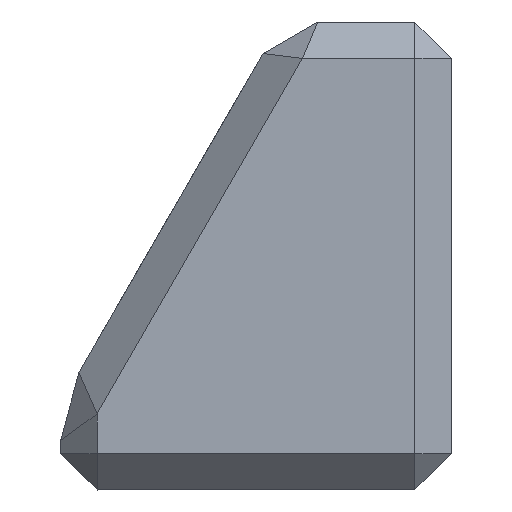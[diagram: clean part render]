
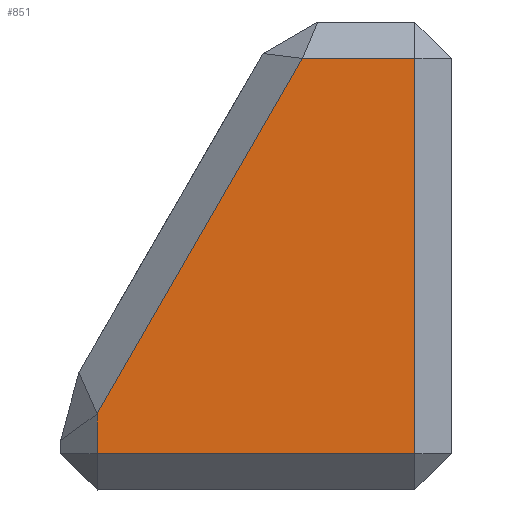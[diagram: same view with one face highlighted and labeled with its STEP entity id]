
A CAD part, left-side view. The second image highlights one B-rep face of the part: STEP entity #851.
In plain terms, the highlighted planar face has unit normal (-1, 0, 0).
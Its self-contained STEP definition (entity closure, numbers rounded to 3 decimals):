
#83=FACE_OUTER_BOUND('',#137,.T.);
#137=EDGE_LOOP('',(#716,#717,#718,#719,#720));
#224=LINE('',#1344,#326);
#233=LINE('',#1363,#335);
#235=LINE('',#1366,#337);
#237=LINE('',#1369,#339);
#245=LINE('',#1381,#347);
#326=VECTOR('',#1094,10.);
#335=VECTOR('',#1113,10.);
#337=VECTOR('',#1117,10.);
#339=VECTOR('',#1121,10.);
#347=VECTOR('',#1137,10.);
#402=VERTEX_POINT('',#1314);
#407=VERTEX_POINT('',#1329);
#411=VERTEX_POINT('',#1340);
#415=VERTEX_POINT('',#1355);
#416=VERTEX_POINT('',#1359);
#504=EDGE_CURVE('',#402,#411,#224,.T.);
#513=EDGE_CURVE('',#411,#416,#233,.T.);
#515=EDGE_CURVE('',#416,#415,#235,.T.);
#517=EDGE_CURVE('',#415,#407,#237,.T.);
#525=EDGE_CURVE('',#407,#402,#245,.T.);
#716=ORIENTED_EDGE('',*,*,#504,.F.);
#717=ORIENTED_EDGE('',*,*,#525,.F.);
#718=ORIENTED_EDGE('',*,*,#517,.F.);
#719=ORIENTED_EDGE('',*,*,#515,.F.);
#720=ORIENTED_EDGE('',*,*,#513,.F.);
#801=PLANE('',#927);
#851=ADVANCED_FACE('',(#83),#801,.T.);
#927=AXIS2_PLACEMENT_3D('',#1388,#1147,#1148);
#1094=DIRECTION('',(0.,1.,0.));
#1113=DIRECTION('',(0.,0.,1.));
#1117=DIRECTION('',(0.,-0.5,0.866));
#1121=DIRECTION('',(0.,-1.,0.));
#1137=DIRECTION('',(0.,0.,-1.));
#1147=DIRECTION('center_axis',(-1.,0.,0.));
#1148=DIRECTION('ref_axis',(0.,0.,1.));
#1314=CARTESIAN_POINT('',(97.158,84.261,38.743));
#1329=CARTESIAN_POINT('',(97.158,84.261,49.6));
#1340=CARTESIAN_POINT('',(97.158,92.993,38.743));
#1344=CARTESIAN_POINT('',(97.158,91.31,38.743));
#1355=CARTESIAN_POINT('',(97.158,87.355,49.6));
#1359=CARTESIAN_POINT('',(97.158,92.993,39.835));
#1363=CARTESIAN_POINT('',(97.158,92.993,42.137));
#1366=CARTESIAN_POINT('',(97.158,89.025,46.707));
#1369=CARTESIAN_POINT('',(97.158,85.944,49.6));
#1381=CARTESIAN_POINT('',(97.158,84.261,40.957));
#1388=CARTESIAN_POINT('Origin',(97.158,88.627,44.171));
